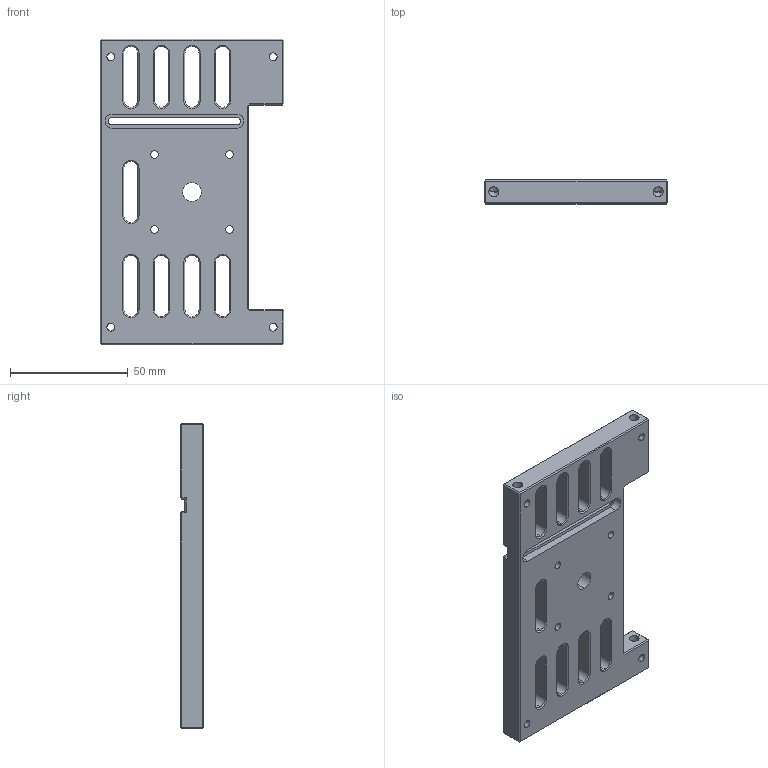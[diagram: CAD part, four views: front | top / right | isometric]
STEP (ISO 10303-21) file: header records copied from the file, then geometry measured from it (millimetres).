
FILE_DESCRIPTION (( 'STEP AP214' ), '1' );
FILE_NAME ('Plaque_Base.STEP', '2023-05-10T11:57:47', ( '' ), ( '' ), 'SwSTEP 2.0', 'SolidWorks 2020', '' );
FILE_SCHEMA (( 'AUTOMOTIVE_DESIGN' ));
Length unit declared in the file: millimetre
Products named in the file (1): Plaque_Base
Bounding box: 78 x 10 x 130 mm (x, y, z)
Volume: 69664.7 mm3; surface area: 26673.1 mm2
Topology: 1 solids, 1 shells, 260 faces, 640 edges, 376 vertices
Faces by surface type: plane 131, cylinder 69, cone 60
Entity records: 8205 total; most frequent: CARTESIAN_POINT 1725, DIRECTION 1325, ORIENTED_EDGE 1268, EDGE_CURVE 634, AXIS2_PLACEMENT_3D 454, VECTOR 417, LINE 417, VERTEX_POINT 376
